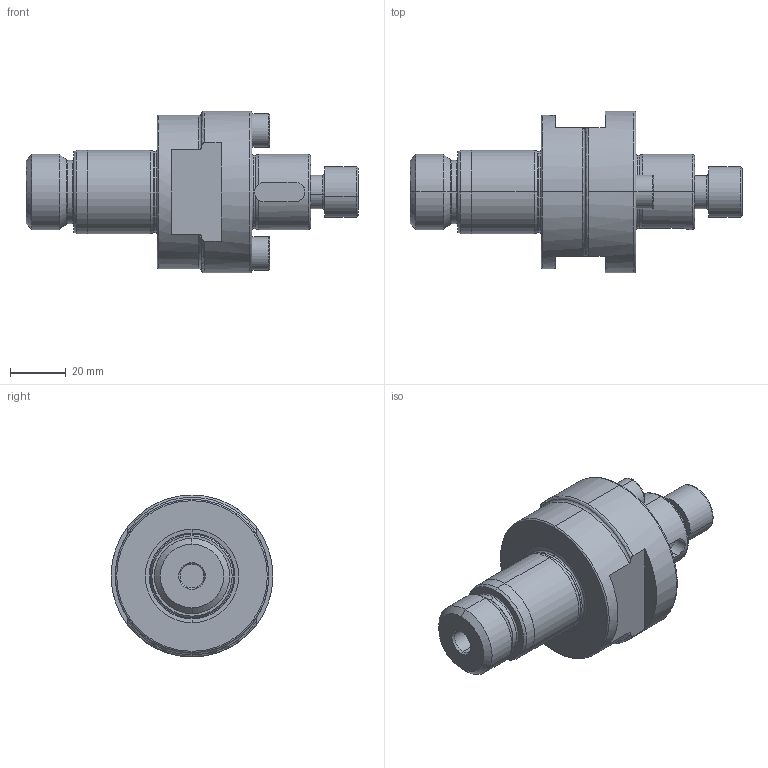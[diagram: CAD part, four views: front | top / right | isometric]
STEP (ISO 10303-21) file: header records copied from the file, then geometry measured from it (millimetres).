
FILE_DESCRIPTION (( 'STEP AP203' ), '1' );
FILE_NAME ('350.550.027C.STEP', '2024-09-02T11:58:41', ( '' ), ( '' ), 'SwSTEP 2.0', 'SolidWorks 2022', '' );
FILE_SCHEMA (( 'CONFIG_CONTROL_DESIGN' ));
Length unit declared in the file: millimetre
Products named in the file (4): D27-ER1.002.030_A; CA5-D27.001.034_B; 350.550.027C; D27-ER2.001.021_B
Assembly tree (4 placements, depth 2):
  350.550.027C
    CA5-D27.001.034_B
    D27-ER1.002.030_A
    D27-ER2.001.021_B  x2
Bounding box: 119 x 58 x 58 mm (x, y, z)
Volume: 121204.9 mm3; surface area: 26763.6 mm2
Topology: 4 solids, 4 shells, 236 faces, 528 edges, 301 vertices
Faces by surface type: cylinder 70, cone 57, torus 55, plane 54
Entity records: 6076 total; most frequent: CARTESIAN_POINT 1305, DIRECTION 998, ORIENTED_EDGE 852, EDGE_CURVE 426, AXIS2_PLACEMENT_3D 421, VERTEX_POINT 250, CIRCLE 218, EDGE_LOOP 216
